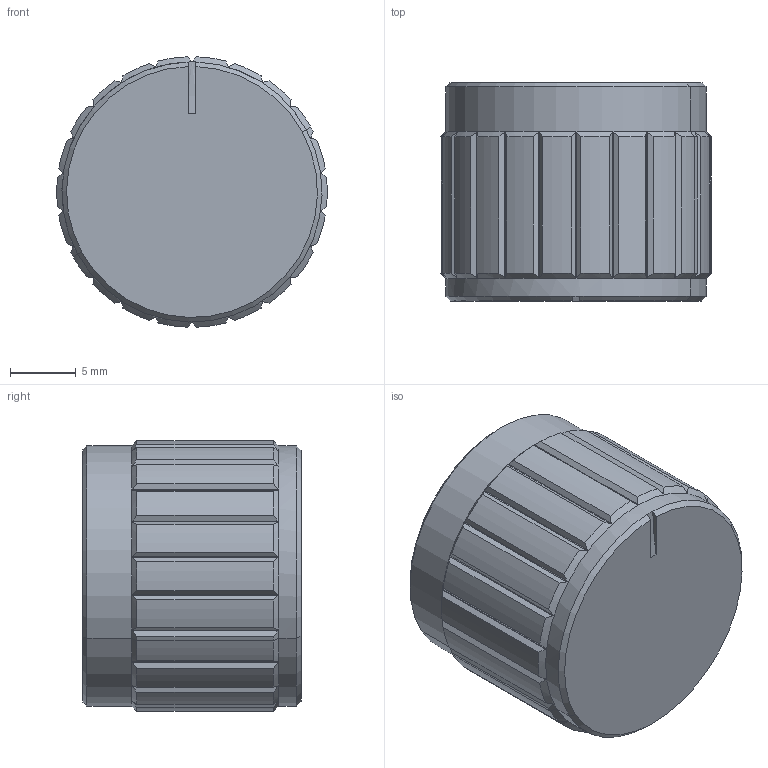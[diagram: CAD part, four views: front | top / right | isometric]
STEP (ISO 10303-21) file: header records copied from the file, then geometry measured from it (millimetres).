
FILE_DESCRIPTION(('CATIA V5 STEP Exchange'),'2;1');
FILE_NAME('Potentiometer knob_A21x17-PK-AB-K-I.stp','2020-11-21T10:26:34+00:00',('none'),('none'),'CATIA Version 5 Release 19 SP 9 (IN-10)','CATIA V5 STEP AP214','none');
FILE_SCHEMA(('AUTOMOTIVE_DESIGN { 1 0 10303 214 1 1 1 1 }'));
Length unit declared in the file: millimetre
Products named in the file (1): Potentiometer knob_A21x17-PK-AB-K-I
Bounding box: 20.59 x 16.6 x 20.59 mm (x, y, z)
Volume: 2903.8 mm3; surface area: 5288.1 mm2
Topology: 2 solids, 2 shells, 169 faces, 472 edges, 309 vertices
Faces by surface type: plane 77, cylinder 70, torus 13, cone 9
Entity records: 5403 total; most frequent: CARTESIAN_POINT 1513, ORIENTED_EDGE 944, DIRECTION 548, EDGE_CURVE 472, VERTEX_POINT 309, AXIS2_PLACEMENT_3D 263, B_SPLINE_CURVE_WITH_KNOTS 174, EDGE_LOOP 173
